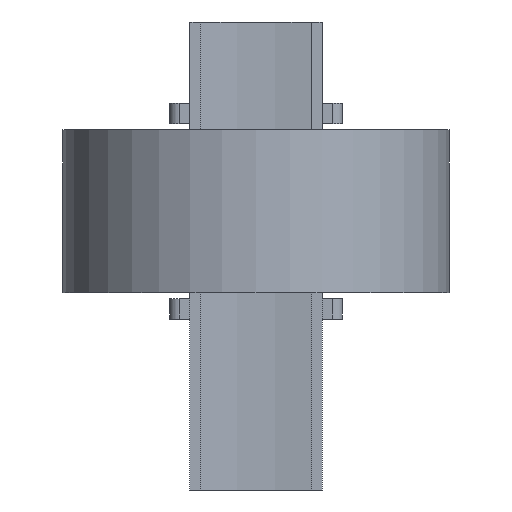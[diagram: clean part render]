
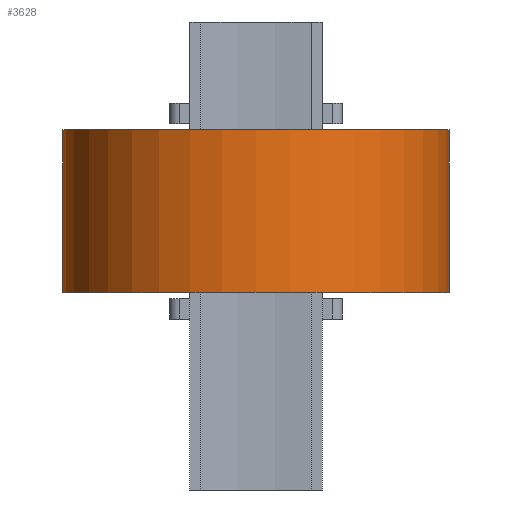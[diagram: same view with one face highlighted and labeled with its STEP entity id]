
A CAD part, front view. The second image highlights one B-rep face of the part: STEP entity #3628.
In plain terms, the highlighted cylindrical face has radius 9.496 mm (diameter 18.993 mm), a partial arc.
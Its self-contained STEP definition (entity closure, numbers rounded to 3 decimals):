
#10 = DIRECTION ( 'NONE',  ( 0., 0., -1. ) ) ;
#116 = EDGE_CURVE ( 'NONE', #3440, #2653, #517, .T. ) ;
#260 = EDGE_CURVE ( 'NONE', #350, #2653, #2833, .T. ) ;
#350 = VERTEX_POINT ( 'NONE', #678 ) ;
#517 = LINE ( 'NONE', #2152, #3214 ) ;
#581 = DIRECTION ( 'NONE',  ( 1., 0., 0. ) ) ;
#663 = LINE ( 'NONE', #2584, #2445 ) ;
#678 = CARTESIAN_POINT ( 'NONE',  ( 9.497, 0., -4. ) ) ;
#690 = ORIENTED_EDGE ( 'NONE', *, *, #260, .F. ) ;
#696 = CARTESIAN_POINT ( 'NONE',  ( -9.497, 0., 4. ) ) ;
#931 = CARTESIAN_POINT ( 'NONE',  ( 0., 0., -4. ) ) ;
#990 = EDGE_CURVE ( 'NONE', #1145, #350, #663, .T. ) ;
#1030 = DIRECTION ( 'NONE',  ( 0., 0., -1. ) ) ;
#1043 = AXIS2_PLACEMENT_3D ( 'NONE', #931, #3044, #581 ) ;
#1044 = DIRECTION ( 'NONE',  ( -1., 0., 0. ) ) ;
#1145 = VERTEX_POINT ( 'NONE', #4007 ) ;
#1458 = AXIS2_PLACEMENT_3D ( 'NONE', #2126, #10, #1044 ) ;
#1881 = EDGE_LOOP ( 'NONE', ( #2011, #3390, #3391, #690 ) ) ;
#1989 = CIRCLE ( 'NONE', #3423, 9.497 ) ;
#2011 = ORIENTED_EDGE ( 'NONE', *, *, #990, .F. ) ;
#2043 = CYLINDRICAL_SURFACE ( 'NONE', #1458, 9.497 ) ;
#2126 = CARTESIAN_POINT ( 'NONE',  ( 0., 0., 4. ) ) ;
#2144 = FACE_OUTER_BOUND ( 'NONE', #1881, .T. ) ;
#2152 = CARTESIAN_POINT ( 'NONE',  ( -9.497, 0., 4. ) ) ;
#2336 = EDGE_CURVE ( 'NONE', #1145, #3440, #1989, .T. ) ;
#2445 = VECTOR ( 'NONE', #2932, 1000. ) ;
#2584 = CARTESIAN_POINT ( 'NONE',  ( 9.497, 0., 4. ) ) ;
#2653 = VERTEX_POINT ( 'NONE', #3106 ) ;
#2833 = CIRCLE ( 'NONE', #1043, 9.497 ) ;
#2932 = DIRECTION ( 'NONE',  ( 0., 0., -1. ) ) ;
#3044 = DIRECTION ( 'NONE',  ( 0., 0., -1. ) ) ;
#3106 = CARTESIAN_POINT ( 'NONE',  ( -9.497, 0., -4. ) ) ;
#3156 = CARTESIAN_POINT ( 'NONE',  ( 0., 0., 4. ) ) ;
#3196 = DIRECTION ( 'NONE',  ( 0., 0., -1. ) ) ;
#3214 = VECTOR ( 'NONE', #3196, 1000. ) ;
#3390 = ORIENTED_EDGE ( 'NONE', *, *, #2336, .T. ) ;
#3391 = ORIENTED_EDGE ( 'NONE', *, *, #116, .T. ) ;
#3423 = AXIS2_PLACEMENT_3D ( 'NONE', #3156, #1030, #3510 ) ;
#3440 = VERTEX_POINT ( 'NONE', #696 ) ;
#3510 = DIRECTION ( 'NONE',  ( 1., 0., 0. ) ) ;
#3628 = ADVANCED_FACE ( 'NONE', ( #2144 ), #2043, .T. ) ;
#4007 = CARTESIAN_POINT ( 'NONE',  ( 9.497, 0., 4. ) ) ;
